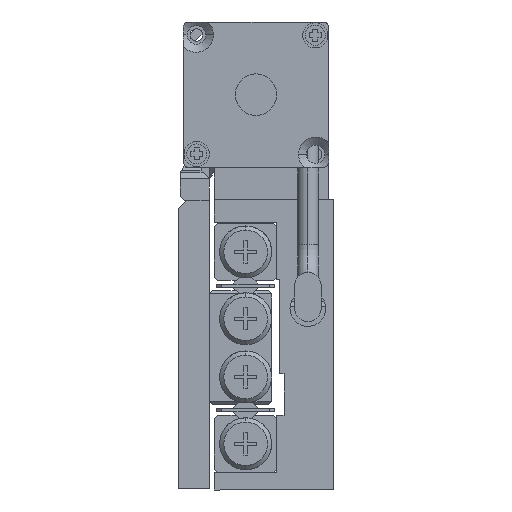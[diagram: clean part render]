
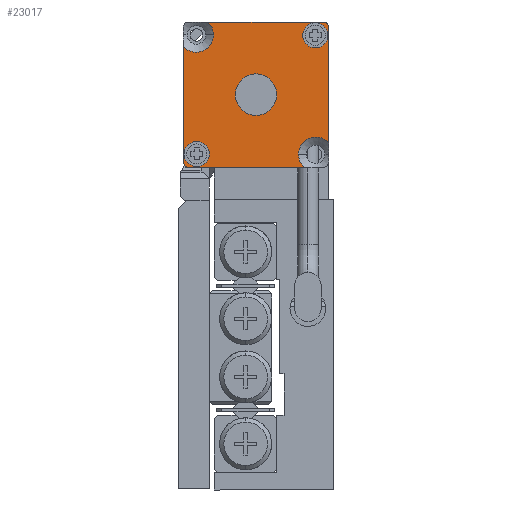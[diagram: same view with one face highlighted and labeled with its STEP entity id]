
A CAD part, left-side view. The second image highlights one B-rep face of the part: STEP entity #23017.
In plain terms, the highlighted face is planar.
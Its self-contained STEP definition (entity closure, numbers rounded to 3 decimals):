
#499 = ORIENTED_EDGE ( 'NONE', *, *, #3868, .T. ) ;
#911 = CIRCLE ( 'NONE', #22447, 1.664 ) ;
#1242 = EDGE_LOOP ( 'NONE', ( #42074, #19853 ) ) ;
#1393 = VERTEX_POINT ( 'NONE', #23813 ) ;
#1696 = CIRCLE ( 'NONE', #39989, 1.213 ) ;
#2194 = VERTEX_POINT ( 'NONE', #12213 ) ;
#2520 = CIRCLE ( 'NONE', #26459, 0.5 ) ;
#2735 = CARTESIAN_POINT ( 'NONE',  ( 0.5, -14., 30. ) ) ;
#2931 = CARTESIAN_POINT ( 'NONE',  ( 12.714, -1.286, 30. ) ) ;
#3358 = CARTESIAN_POINT ( 'NONE',  ( 14., 0., 30. ) ) ;
#3852 = CIRCLE ( 'NONE', #42966, 1.213 ) ;
#3868 = EDGE_CURVE ( 'NONE', #45584, #4585, #2520, .T. ) ;
#3994 = DIRECTION ( 'NONE',  ( 1., 0., 0. ) ) ;
#4177 = CIRCLE ( 'NONE', #11388, 2. ) ;
#4252 = CARTESIAN_POINT ( 'NONE',  ( 11.086, -12.75, 30. ) ) ;
#4585 = VERTEX_POINT ( 'NONE', #11396 ) ;
#4609 = DIRECTION ( 'NONE',  ( 0., 0., 1. ) ) ;
#4650 = CARTESIAN_POINT ( 'NONE',  ( 2.499, -12.714, 30. ) ) ;
#5195 = CARTESIAN_POINT ( 'NONE',  ( 0., 0., 30. ) ) ;
#5651 = DIRECTION ( 'NONE',  ( 1., 0., 0. ) ) ;
#5857 = DIRECTION ( 'NONE',  ( 0., 0., -1. ) ) ;
#6098 = EDGE_CURVE ( 'NONE', #18543, #2194, #27475, .T. ) ;
#6397 = VERTEX_POINT ( 'NONE', #18675 ) ;
#6581 = DIRECTION ( 'NONE',  ( 0., 0., -1. ) ) ;
#6689 = DIRECTION ( 'NONE',  ( 0., 0., 1. ) ) ;
#6863 = VERTEX_POINT ( 'NONE', #4650 ) ;
#7077 = CARTESIAN_POINT ( 'NONE',  ( 0.5, -13.5, 30. ) ) ;
#7931 = CARTESIAN_POINT ( 'NONE',  ( 9., -7., 30. ) ) ;
#7942 = VECTOR ( 'NONE', #44609, 1000. ) ;
#8015 = CARTESIAN_POINT ( 'NONE',  ( 1.286, -12.714, 30. ) ) ;
#9962 = DIRECTION ( 'NONE',  ( 1., 0., 0. ) ) ;
#10170 = AXIS2_PLACEMENT_3D ( 'NONE', #38858, #4609, #19847 ) ;
#10313 = ORIENTED_EDGE ( 'NONE', *, *, #19464, .T. ) ;
#10383 = VERTEX_POINT ( 'NONE', #32782 ) ;
#10416 = AXIS2_PLACEMENT_3D ( 'NONE', #5195, #43897, #27929 ) ;
#11013 = EDGE_CURVE ( 'NONE', #15197, #39317, #4177, .T. ) ;
#11105 = EDGE_LOOP ( 'NONE', ( #28260, #28117, #12059, #35242, #11350, #31644, #11856, #499, #10313, #47563 ) ) ;
#11350 = ORIENTED_EDGE ( 'NONE', *, *, #49155, .F. ) ;
#11388 = AXIS2_PLACEMENT_3D ( 'NONE', #38449, #23699, #12217 ) ;
#11396 = CARTESIAN_POINT ( 'NONE',  ( 13.5, 0., 30. ) ) ;
#11820 = CARTESIAN_POINT ( 'NONE',  ( 2.914, -1.25, 30. ) ) ;
#11856 = ORIENTED_EDGE ( 'NONE', *, *, #15687, .T. ) ;
#12059 = ORIENTED_EDGE ( 'NONE', *, *, #18597, .T. ) ;
#12213 = CARTESIAN_POINT ( 'NONE',  ( 2.348, 0., 30. ) ) ;
#12217 = DIRECTION ( 'NONE',  ( 1., 0., 0. ) ) ;
#12306 = VECTOR ( 'NONE', #46184, 1000. ) ;
#12437 = VERTEX_POINT ( 'NONE', #15534 ) ;
#13227 = VECTOR ( 'NONE', #26093, 1000. ) ;
#13718 = DIRECTION ( 'NONE',  ( 1., 0., 0. ) ) ;
#13805 = CIRCLE ( 'NONE', #32951, 1.213 ) ;
#14366 = EDGE_CURVE ( 'NONE', #39317, #15197, #43419, .T. ) ;
#15197 = VERTEX_POINT ( 'NONE', #31128 ) ;
#15534 = CARTESIAN_POINT ( 'NONE',  ( 13.927, -1.286, 30. ) ) ;
#15687 = EDGE_CURVE ( 'NONE', #19785, #45584, #29608, .T. ) ;
#16111 = DIRECTION ( 'NONE',  ( 1., 0., 0. ) ) ;
#16387 = EDGE_CURVE ( 'NONE', #12437, #1393, #13805, .T. ) ;
#16400 = DIRECTION ( 'NONE',  ( 0., 0., 1. ) ) ;
#16727 = ORIENTED_EDGE ( 'NONE', *, *, #11013, .F. ) ;
#17520 = DIRECTION ( 'NONE',  ( 0., 0., 1. ) ) ;
#18065 = ORIENTED_EDGE ( 'NONE', *, *, #41601, .F. ) ;
#18303 = DIRECTION ( 'NONE',  ( 0., 0., 1. ) ) ;
#18543 = VERTEX_POINT ( 'NONE', #11820 ) ;
#18597 = EDGE_CURVE ( 'NONE', #10383, #48459, #20491, .T. ) ;
#18675 = CARTESIAN_POINT ( 'NONE',  ( 11.652, -14., 30. ) ) ;
#19097 = AXIS2_PLACEMENT_3D ( 'NONE', #44561, #18303, #48801 ) ;
#19464 = EDGE_CURVE ( 'NONE', #4585, #2194, #39565, .T. ) ;
#19785 = VERTEX_POINT ( 'NONE', #24513 ) ;
#19847 = DIRECTION ( 'NONE',  ( 1., 0., 0. ) ) ;
#19853 = ORIENTED_EDGE ( 'NONE', *, *, #34595, .T. ) ;
#20415 = CARTESIAN_POINT ( 'NONE',  ( 0., -2.348, 30. ) ) ;
#20491 = CIRCLE ( 'NONE', #48409, 0.5 ) ;
#20513 = EDGE_CURVE ( 'NONE', #19785, #43129, #34102, .T. ) ;
#21512 = CARTESIAN_POINT ( 'NONE',  ( 12.714, -1.286, 30. ) ) ;
#21841 = AXIS2_PLACEMENT_3D ( 'NONE', #41567, #22568, #37826 ) ;
#22447 = AXIS2_PLACEMENT_3D ( 'NONE', #24892, #16400, #5651 ) ;
#22568 = DIRECTION ( 'NONE',  ( 0., 0., 1. ) ) ;
#22815 = CARTESIAN_POINT ( 'NONE',  ( 14., -0.5, 30. ) ) ;
#23017 = ADVANCED_FACE ( 'NONE', ( #47159, #39417, #24414, #39650 ), #35650, .T. ) ;
#23699 = DIRECTION ( 'NONE',  ( 0., 0., 1. ) ) ;
#23813 = CARTESIAN_POINT ( 'NONE',  ( 11.501, -1.286, 30. ) ) ;
#23916 = CIRCLE ( 'NONE', #19097, 1.664 ) ;
#24414 = FACE_BOUND ( 'NONE', #26562, .T. ) ;
#24513 = CARTESIAN_POINT ( 'NONE',  ( 14., -11.652, 30. ) ) ;
#24574 = DIRECTION ( 'NONE',  ( -1., 0., 0. ) ) ;
#24625 = AXIS2_PLACEMENT_3D ( 'NONE', #21512, #17520, #25508 ) ;
#24892 = CARTESIAN_POINT ( 'NONE',  ( 12.75, -12.75, 30. ) ) ;
#25508 = DIRECTION ( 'NONE',  ( 1., 0., 0. ) ) ;
#25767 = CARTESIAN_POINT ( 'NONE',  ( 0., -14., 30. ) ) ;
#26093 = DIRECTION ( 'NONE',  ( 0., 1., 0. ) ) ;
#26459 = AXIS2_PLACEMENT_3D ( 'NONE', #38996, #36687, #9962 ) ;
#26562 = EDGE_LOOP ( 'NONE', ( #16727, #46059 ) ) ;
#27475 = CIRCLE ( 'NONE', #21841, 1.664 ) ;
#27740 = VECTOR ( 'NONE', #24574, 1000. ) ;
#27929 = DIRECTION ( 'NONE',  ( 1., 0., 0. ) ) ;
#28117 = ORIENTED_EDGE ( 'NONE', *, *, #40747, .T. ) ;
#28260 = ORIENTED_EDGE ( 'NONE', *, *, #42399, .F. ) ;
#29427 = DIRECTION ( 'NONE',  ( 1., 0., 0. ) ) ;
#29608 = LINE ( 'NONE', #3358, #13227 ) ;
#31128 = CARTESIAN_POINT ( 'NONE',  ( 5., -7., 30. ) ) ;
#31489 = DIRECTION ( 'NONE',  ( 0., 0., 1. ) ) ;
#31644 = ORIENTED_EDGE ( 'NONE', *, *, #20513, .F. ) ;
#32782 = CARTESIAN_POINT ( 'NONE',  ( 0., -13.5, 30. ) ) ;
#32884 = LINE ( 'NONE', #36616, #7942 ) ;
#32951 = AXIS2_PLACEMENT_3D ( 'NONE', #2931, #6689, #29427 ) ;
#34102 = CIRCLE ( 'NONE', #10170, 1.664 ) ;
#34595 = EDGE_CURVE ( 'NONE', #38283, #6863, #1696, .T. ) ;
#34873 = ORIENTED_EDGE ( 'NONE', *, *, #16387, .F. ) ;
#35242 = ORIENTED_EDGE ( 'NONE', *, *, #36913, .T. ) ;
#35266 = CARTESIAN_POINT ( 'NONE',  ( 0.073, -12.714, 30. ) ) ;
#35650 = PLANE ( 'NONE',  #10416 ) ;
#35778 = CIRCLE ( 'NONE', #24625, 1.213 ) ;
#35809 = CARTESIAN_POINT ( 'NONE',  ( 0., 0., 30. ) ) ;
#36437 = CARTESIAN_POINT ( 'NONE',  ( 7., -7., 30. ) ) ;
#36616 = CARTESIAN_POINT ( 'NONE',  ( 0., 0., 30. ) ) ;
#36687 = DIRECTION ( 'NONE',  ( 0., 0., 1. ) ) ;
#36913 = EDGE_CURVE ( 'NONE', #48459, #6397, #38692, .T. ) ;
#37551 = DIRECTION ( 'NONE',  ( 0., 0., 1. ) ) ;
#37826 = DIRECTION ( 'NONE',  ( 1., 0., 0. ) ) ;
#38283 = VERTEX_POINT ( 'NONE', #35266 ) ;
#38449 = CARTESIAN_POINT ( 'NONE',  ( 7., -7., 30. ) ) ;
#38692 = LINE ( 'NONE', #25767, #12306 ) ;
#38858 = CARTESIAN_POINT ( 'NONE',  ( 12.75, -12.75, 30. ) ) ;
#38996 = CARTESIAN_POINT ( 'NONE',  ( 13.5, -0.5, 30. ) ) ;
#39317 = VERTEX_POINT ( 'NONE', #7931 ) ;
#39417 = FACE_OUTER_BOUND ( 'NONE', #11105, .T. ) ;
#39565 = LINE ( 'NONE', #35809, #27740 ) ;
#39650 = FACE_BOUND ( 'NONE', #1242, .T. ) ;
#39989 = AXIS2_PLACEMENT_3D ( 'NONE', #8015, #6581, #3994 ) ;
#40747 = EDGE_CURVE ( 'NONE', #43720, #10383, #32884, .T. ) ;
#41023 = EDGE_CURVE ( 'NONE', #6863, #38283, #3852, .T. ) ;
#41567 = CARTESIAN_POINT ( 'NONE',  ( 1.25, -1.25, 30. ) ) ;
#41601 = EDGE_CURVE ( 'NONE', #1393, #12437, #35778, .T. ) ;
#42074 = ORIENTED_EDGE ( 'NONE', *, *, #41023, .T. ) ;
#42302 = DIRECTION ( 'NONE',  ( 1., 0., 0. ) ) ;
#42399 = EDGE_CURVE ( 'NONE', #43720, #18543, #23916, .T. ) ;
#42966 = AXIS2_PLACEMENT_3D ( 'NONE', #47092, #5857, #16111 ) ;
#43129 = VERTEX_POINT ( 'NONE', #4252 ) ;
#43419 = CIRCLE ( 'NONE', #48185, 2. ) ;
#43720 = VERTEX_POINT ( 'NONE', #20415 ) ;
#43897 = DIRECTION ( 'NONE',  ( 0., 0., 1. ) ) ;
#44561 = CARTESIAN_POINT ( 'NONE',  ( 1.25, -1.25, 30. ) ) ;
#44609 = DIRECTION ( 'NONE',  ( 0., -1., 0. ) ) ;
#45584 = VERTEX_POINT ( 'NONE', #22815 ) ;
#46059 = ORIENTED_EDGE ( 'NONE', *, *, #14366, .F. ) ;
#46184 = DIRECTION ( 'NONE',  ( 1., 0., 0. ) ) ;
#47092 = CARTESIAN_POINT ( 'NONE',  ( 1.286, -12.714, 30. ) ) ;
#47159 = FACE_BOUND ( 'NONE', #47655, .T. ) ;
#47563 = ORIENTED_EDGE ( 'NONE', *, *, #6098, .F. ) ;
#47655 = EDGE_LOOP ( 'NONE', ( #34873, #18065 ) ) ;
#48185 = AXIS2_PLACEMENT_3D ( 'NONE', #36437, #31489, #13718 ) ;
#48409 = AXIS2_PLACEMENT_3D ( 'NONE', #7077, #37551, #42302 ) ;
#48459 = VERTEX_POINT ( 'NONE', #2735 ) ;
#48801 = DIRECTION ( 'NONE',  ( 1., 0., 0. ) ) ;
#49155 = EDGE_CURVE ( 'NONE', #43129, #6397, #911, .T. ) ;
